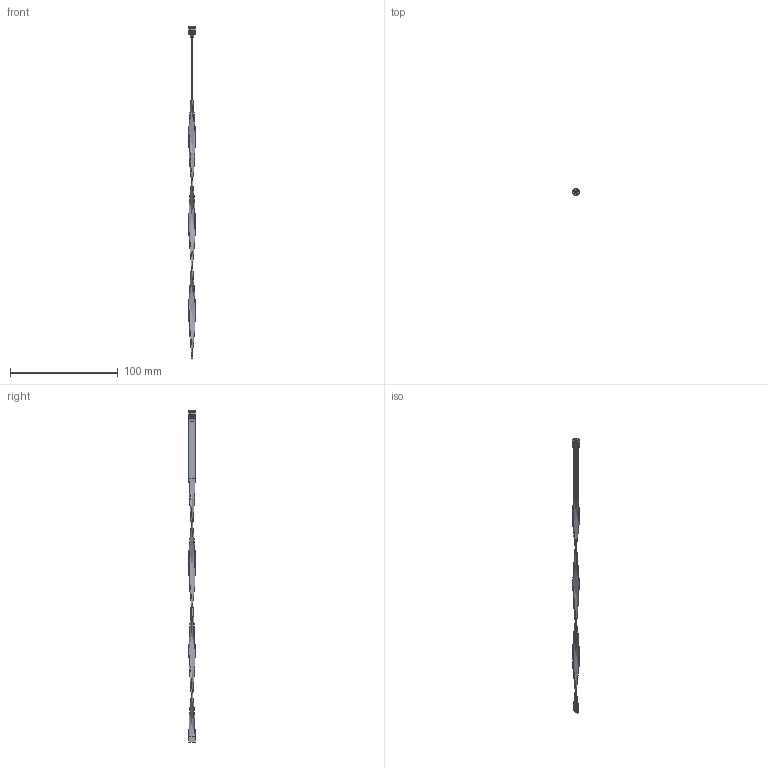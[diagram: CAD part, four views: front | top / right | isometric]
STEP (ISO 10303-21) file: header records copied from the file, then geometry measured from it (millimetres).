
FILE_DESCRIPTION (( 'STEP AP203' ), '1' );
FILE_NAME ('5f2f.STEP', '2023-09-26T19:22:19', ( '' ), ( '' ), 'SwSTEP 2.0', 'SolidWorks 2019', '' );
FILE_SCHEMA (( 'CONFIG_CONTROL_DESIGN' ));
Length unit declared in the file: millimetre
Products named in the file (1): 5f2f
Bounding box: 7 x 7 x 307.5 mm (x, y, z)
Volume: 2044 mm3; surface area: 4598.5 mm2
Topology: 3 solids, 3 shells, 91 faces, 195 edges, 117 vertices
Faces by surface type: plane 39, cylinder 23, torus 14, cone 11, bspline 4
Entity records: 3939 total; most frequent: CARTESIAN_POINT 1872, DIRECTION 444, ORIENTED_EDGE 390, EDGE_CURVE 195, AXIS2_PLACEMENT_3D 173, VERTEX_POINT 117, VECTOR 98, EDGE_LOOP 98
